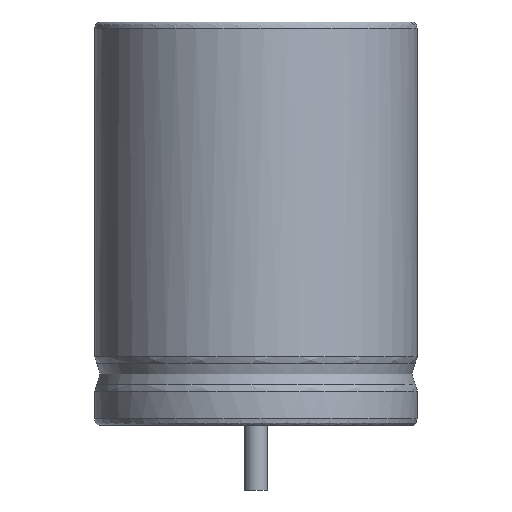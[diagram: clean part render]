
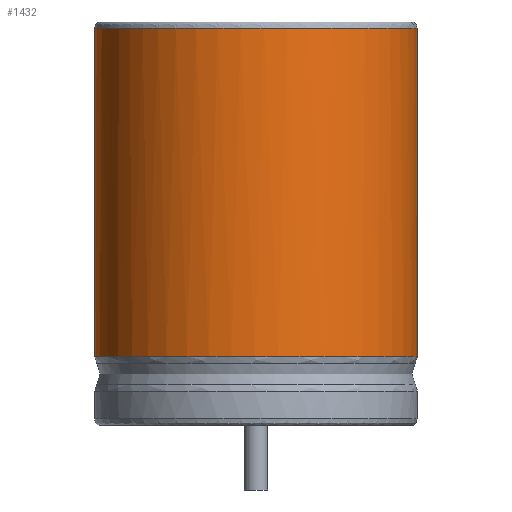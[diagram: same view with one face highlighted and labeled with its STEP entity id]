
A CAD part, left-side view. The second image highlights one B-rep face of the part: STEP entity #1432.
In plain terms, the highlighted free-form (B-spline) face has degree [2, 1] with [7, 2] control points.
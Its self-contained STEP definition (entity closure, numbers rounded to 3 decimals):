
#1068 = VERTEX_POINT('',#1069);
#1069 = CARTESIAN_POINT('',(7.219,-1.963,
    2.135));
#1080 = EDGE_CURVE('',#1068,#1081,#1083,.T.);
#1081 = VERTEX_POINT('',#1082);
#1082 = CARTESIAN_POINT('',(7.219,1.863,2.135
    ));
#1083 = B_SPLINE_CURVE_WITH_KNOTS('',12,(#1084,#1085,#1086,#1087,#1088,
    #1089,#1090,#1091,#1092,#1093,#1094,#1095,#1096,#1097,#1098,#1099,
    #1100,#1101,#1102,#1103,#1104,#1105,#1106,#1107,#1108,#1109,#1110,
    #1111,#1112,#1113,#1114,#1115,#1116,#1117,#1118),.UNSPECIFIED.,.F.,
  .F.,(13,11,11,13),(-1.464,0.,34.361
    ,35.825),.UNSPECIFIED.);
#1084 = CARTESIAN_POINT('',(7.668,-0.881,
    2.135));
#1085 = CARTESIAN_POINT('',(7.63,-0.972,
    2.135));
#1086 = CARTESIAN_POINT('',(7.592,-1.063,
    2.135));
#1087 = CARTESIAN_POINT('',(7.555,-1.153,
    2.135));
#1088 = CARTESIAN_POINT('',(7.517,-1.244,2.135
    ));
#1089 = CARTESIAN_POINT('',(7.48,-1.334,
    2.135));
#1090 = CARTESIAN_POINT('',(7.443,-1.424,
    2.135));
#1091 = CARTESIAN_POINT('',(7.405,-1.515,
    2.135));
#1092 = CARTESIAN_POINT('',(7.368,-1.605,
    2.135));
#1093 = CARTESIAN_POINT('',(7.331,-1.694,
    2.135));
#1094 = CARTESIAN_POINT('',(7.294,-1.784,
    2.135));
#1095 = CARTESIAN_POINT('',(7.256,-1.874,
    2.135));
#1096 = CARTESIAN_POINT('',(6.349,-4.065,
    2.135));
#1097 = CARTESIAN_POINT('',(4.421,-5.767,
    2.135));
#1098 = CARTESIAN_POINT('',(1.639,-6.441,2.135
    ));
#1099 = CARTESIAN_POINT('',(-1.344,-5.564,
    2.135));
#1100 = CARTESIAN_POINT('',(-3.566,-3.375,
    2.135));
#1101 = CARTESIAN_POINT('',(-4.679,-0.05,
    2.135));
#1102 = CARTESIAN_POINT('',(-3.566,3.275,
    2.135));
#1103 = CARTESIAN_POINT('',(-1.344,5.464,2.135
    ));
#1104 = CARTESIAN_POINT('',(1.639,6.341,2.135
    ));
#1105 = CARTESIAN_POINT('',(4.421,5.667,2.135
    ));
#1106 = CARTESIAN_POINT('',(6.349,3.965,2.135
    ));
#1107 = CARTESIAN_POINT('',(7.256,1.774,2.135
    ));
#1108 = CARTESIAN_POINT('',(7.294,1.684,2.135
    ));
#1109 = CARTESIAN_POINT('',(7.331,1.594,2.135
    ));
#1110 = CARTESIAN_POINT('',(7.368,1.505,2.135
    ));
#1111 = CARTESIAN_POINT('',(7.405,1.415,2.135
    ));
#1112 = CARTESIAN_POINT('',(7.443,1.324,2.135
    ));
#1113 = CARTESIAN_POINT('',(7.48,1.234,2.135
    ));
#1114 = CARTESIAN_POINT('',(7.517,1.144,2.135)
  );
#1115 = CARTESIAN_POINT('',(7.555,1.053,2.135
    ));
#1116 = CARTESIAN_POINT('',(7.592,0.963,2.135
    ));
#1117 = CARTESIAN_POINT('',(7.63,0.872,2.135
    ));
#1118 = CARTESIAN_POINT('',(7.668,0.781,2.135
    ));
#1432 = ADVANCED_FACE('',(#1433),#1460,.T.);
#1433 = FACE_BOUND('',#1434,.T.);
#1434 = EDGE_LOOP('',(#1435,#1449,#1454,#1455));
#1435 = ORIENTED_EDGE('',*,*,#1436,.T.);
#1436 = EDGE_CURVE('',#1437,#1439,#1441,.T.);
#1437 = VERTEX_POINT('',#1438);
#1438 = CARTESIAN_POINT('',(7.219,-1.963,12.3));
#1439 = VERTEX_POINT('',#1440);
#1440 = CARTESIAN_POINT('',(7.219,1.863,12.3));
#1441 = ( BOUNDED_CURVE() B_SPLINE_CURVE(2,(#1442,#1443,#1444,#1445,
#1446,#1447,#1448),.UNSPECIFIED.,.F.,.F.) B_SPLINE_CURVE_WITH_KNOTS((3,2
    ,2,3),(0.,1.833,3.665,5.498),
.PIECEWISE_BEZIER_KNOTS.) CURVE() GEOMETRIC_REPRESENTATION_ITEM() 
RATIONAL_B_SPLINE_CURVE((1.,0.609,1.,0.609,1.,
0.609,1.)) REPRESENTATION_ITEM('') );
#1442 = CARTESIAN_POINT('',(7.219,-1.963,12.3));
#1443 = CARTESIAN_POINT('',(4.726,-7.984,12.3));
#1444 = CARTESIAN_POINT('',(-0.444,-4.017,12.3));
#1445 = CARTESIAN_POINT('',(-5.613,-0.05,12.3));
#1446 = CARTESIAN_POINT('',(-0.444,3.917,12.3));
#1447 = CARTESIAN_POINT('',(4.726,7.884,12.3));
#1448 = CARTESIAN_POINT('',(7.219,1.863,12.3));
#1449 = ORIENTED_EDGE('',*,*,#1450,.F.);
#1450 = EDGE_CURVE('',#1081,#1439,#1451,.T.);
#1451 = B_SPLINE_CURVE_WITH_KNOTS('',1,(#1452,#1453),.UNSPECIFIED.,.F.,
  .F.,(2,2),(0.135,10.3),.PIECEWISE_BEZIER_KNOTS.);
#1452 = CARTESIAN_POINT('',(7.219,1.863,2.135
    ));
#1453 = CARTESIAN_POINT('',(7.219,1.863,12.3));
#1454 = ORIENTED_EDGE('',*,*,#1080,.F.);
#1455 = ORIENTED_EDGE('',*,*,#1456,.T.);
#1456 = EDGE_CURVE('',#1068,#1437,#1457,.T.);
#1457 = B_SPLINE_CURVE_WITH_KNOTS('',1,(#1458,#1459),.UNSPECIFIED.,.F.,
  .F.,(2,2),(0.135,10.3),.PIECEWISE_BEZIER_KNOTS.);
#1458 = CARTESIAN_POINT('',(7.219,-1.963,
    2.135));
#1459 = CARTESIAN_POINT('',(7.219,-1.963,12.3));
#1460 = ( BOUNDED_SURFACE() B_SPLINE_SURFACE(2,1,(
    (#1461,#1462)
    ,(#1463,#1464)
    ,(#1465,#1466)
    ,(#1467,#1468)
    ,(#1469,#1470)
    ,(#1471,#1472)
    ,(#1473,#1474
)),.UNSPECIFIED.,.F.,.F.,.F.) B_SPLINE_SURFACE_WITH_KNOTS((3,2,2,3),(2,2
    ),(0.785,2.618,4.451,6.283),(
0.135,10.3),.UNSPECIFIED.) GEOMETRIC_REPRESENTATION_ITEM() 
RATIONAL_B_SPLINE_SURFACE((
    (1.,1.)
    ,(0.609,0.609)
    ,(1.,1.)
    ,(0.609,0.609)
    ,(1.,1.)
    ,(0.609,0.609)
,(1.,1.))) REPRESENTATION_ITEM('') SURFACE() );
#1461 = CARTESIAN_POINT('',(7.219,1.863,2.135
    ));
#1462 = CARTESIAN_POINT('',(7.219,1.863,12.3));
#1463 = CARTESIAN_POINT('',(4.726,7.884,2.135
    ));
#1464 = CARTESIAN_POINT('',(4.726,7.884,12.3));
#1465 = CARTESIAN_POINT('',(-0.444,3.917,
    2.135));
#1466 = CARTESIAN_POINT('',(-0.444,3.917,12.3));
#1467 = CARTESIAN_POINT('',(-5.613,-0.05,
    2.135));
#1468 = CARTESIAN_POINT('',(-5.613,-0.05,12.3));
#1469 = CARTESIAN_POINT('',(-0.444,-4.017,
    2.135));
#1470 = CARTESIAN_POINT('',(-0.444,-4.017,12.3));
#1471 = CARTESIAN_POINT('',(4.726,-7.984,
    2.135));
#1472 = CARTESIAN_POINT('',(4.726,-7.984,12.3));
#1473 = CARTESIAN_POINT('',(7.219,-1.963,
    2.135));
#1474 = CARTESIAN_POINT('',(7.219,-1.963,12.3));
